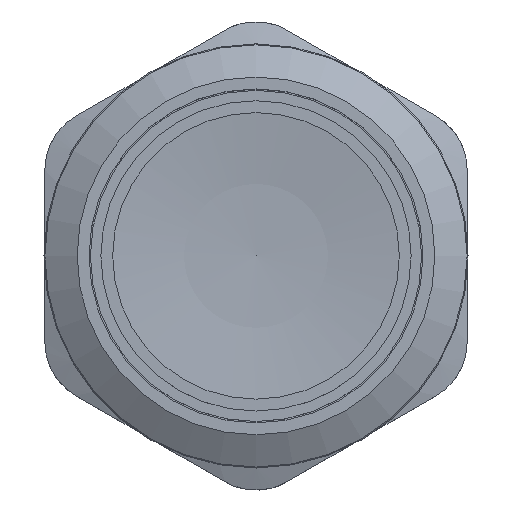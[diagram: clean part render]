
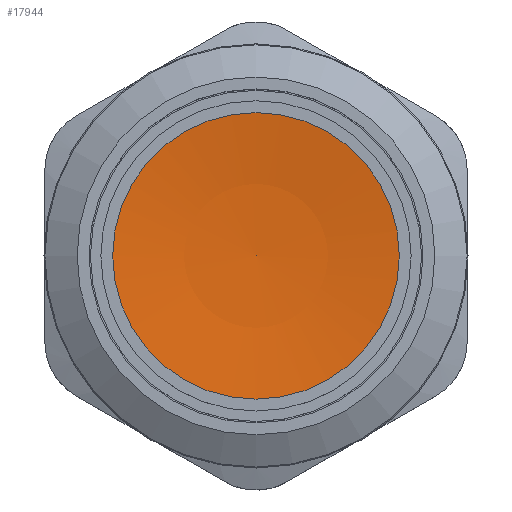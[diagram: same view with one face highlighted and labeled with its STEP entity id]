
A CAD part, top view. The second image highlights one B-rep face of the part: STEP entity #17944.
In plain terms, the highlighted spherical face has radius 114.505 mm.
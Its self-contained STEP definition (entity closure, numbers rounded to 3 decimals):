
#125=SPHERICAL_SURFACE('',#51832,114.505);
#15077=FACE_OUTER_BOUND('',#21401,.T.);
#17944=ADVANCED_FACE('',(#15077),#125,.F.);
#21401=EDGE_LOOP('',(#24450));
#24450=ORIENTED_EDGE('',*,*,#43699,.T.);
#38924=VERTEX_POINT('',#72364);
#43699=EDGE_CURVE('',#38924,#38924,#50954,.T.);
#50954=CIRCLE('',#51811,15.1);
#51811=AXIS2_PLACEMENT_3D('',#72363,#55493,#55494);
#51832=AXIS2_PLACEMENT_3D('',#72394,#55535,#55536);
#55493=DIRECTION('',(0.,0.,1.));
#55494=DIRECTION('',(0.,-1.,0.));
#55535=DIRECTION('',(0.,0.,1.));
#55536=DIRECTION('',(0.,1.,0.));
#72363=CARTESIAN_POINT('',(0.,0.,20.65));
#72364=CARTESIAN_POINT('',(0.,-15.1,20.65));
#72394=CARTESIAN_POINT('',(0.,0.,
134.155));
